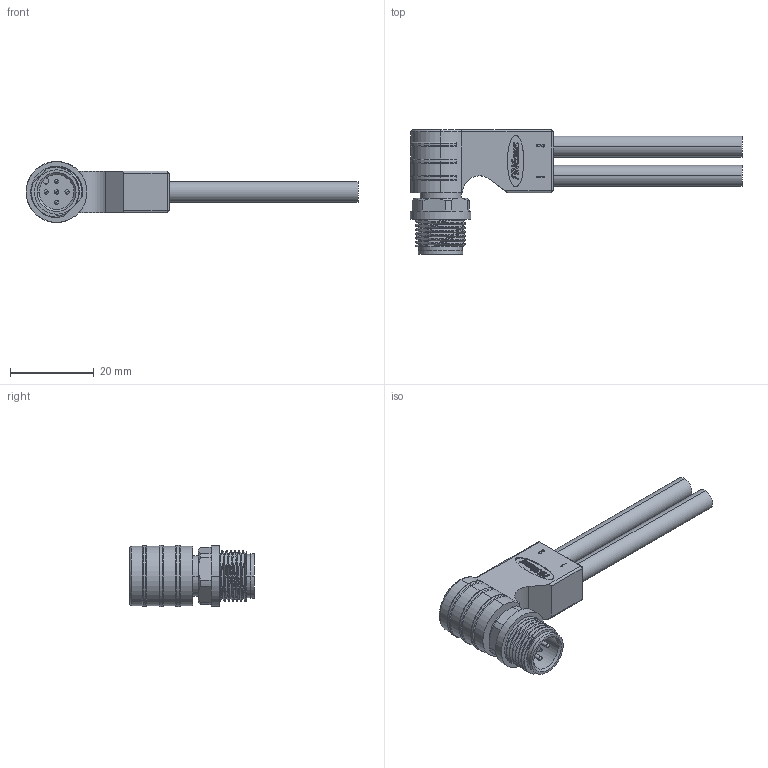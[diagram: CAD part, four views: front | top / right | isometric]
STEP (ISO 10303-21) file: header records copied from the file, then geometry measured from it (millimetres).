
FILE_DESCRIPTION (( 'STEP AP203' ), '1' );
FILE_NAME ('P115.STEP', '2020-03-31T03:41:10', ( 'edpusr' ), ( 'Microsoft' ), 'SwSTEP 2.0', 'SolidWorks 2015', '' );
FILE_SCHEMA (( 'CONFIG_CONTROL_DESIGN' ));
Length unit declared in the file: millimetre
Products named in the file (1): P115
Bounding box: 79.2 x 29.7 x 14.6 mm (x, y, z)
Volume: 8091.9 mm3; surface area: 4845.6 mm2
Topology: 2 solids, 2 shells, 478 faces, 1305 edges, 848 vertices
Faces by surface type: plane 210, cylinder 161, bspline 88, cone 19
Entity records: 22586 total; most frequent: CARTESIAN_POINT 10966, ORIENTED_EDGE 2582, DIRECTION 2199, EDGE_CURVE 1291, VERTEX_POINT 848, VECTOR 739, LINE 739, AXIS2_PLACEMENT_3D 730
